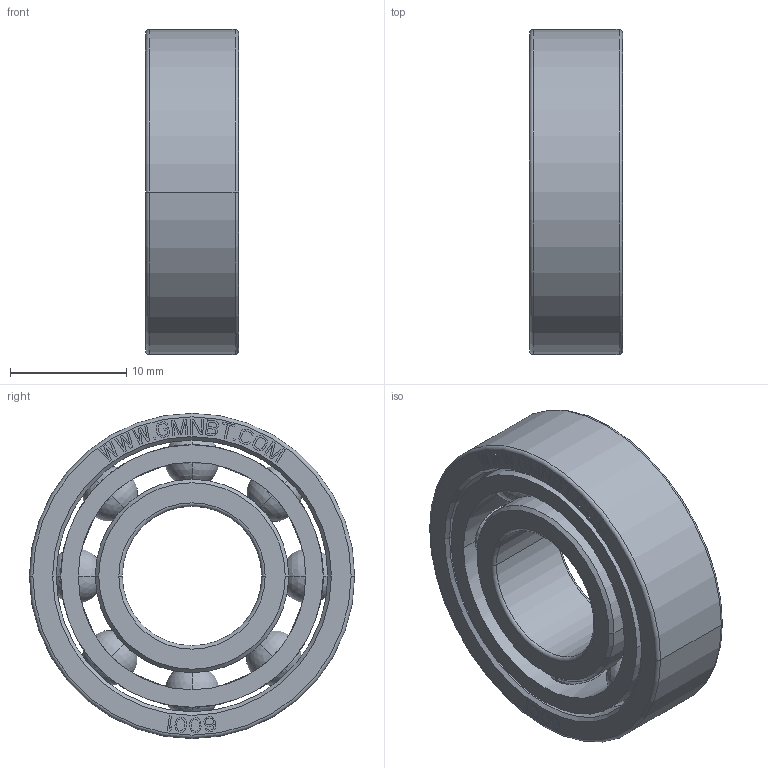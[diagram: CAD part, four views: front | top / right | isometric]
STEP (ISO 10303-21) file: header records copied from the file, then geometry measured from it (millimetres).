
FILE_DESCRIPTION((''),'2;1');
FILE_NAME('6001_PRT','2014-11-17T',('sales 4'),(''),'PRO/ENGINEER BY PARAMETRIC TECHNOLOGY CORPORATION, 2013150','PRO/ENGINEER BY PARAMETRIC TECHNOLOGY CORPORATION, 2013150','');
FILE_SCHEMA(('AUTOMOTIVE_DESIGN { 1 0 10303 214 1 1 1 1 }'));
Length unit declared in the file: millimetre
Products named in the file (1): 6001_PRT
Bounding box: 8.01 x 28 x 28 mm (x, y, z)
Volume: 3097.8 mm3; surface area: 4243.3 mm2
Topology: 11 solids, 11 shells, 510 faces, 1423 edges, 922 vertices
Faces by surface type: plane 442, cylinder 32, sphere 16, torus 12, cone 8
Entity records: 21925 total; most frequent: CARTESIAN_POINT 4399, ORIENTED_EDGE 2782, DIRECTION 2455, PRESENTATION_STYLE_ASSIGNMENT 1425, STYLED_ITEM 1402, CURVE_STYLE 1391, EDGE_CURVE 1391, VECTOR 1283
